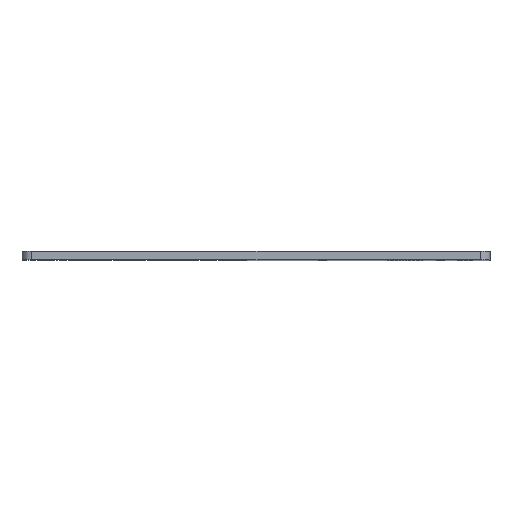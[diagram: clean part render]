
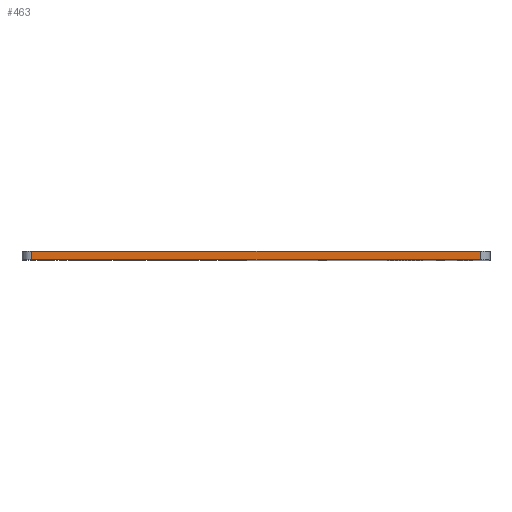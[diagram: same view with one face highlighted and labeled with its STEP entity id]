
A CAD part, top view. The second image highlights one B-rep face of the part: STEP entity #463.
In plain terms, the highlighted planar face has unit normal (0, 0, 1).
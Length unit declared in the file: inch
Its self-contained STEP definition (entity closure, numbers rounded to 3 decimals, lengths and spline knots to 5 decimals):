
#13 = CARTESIAN_POINT ( 'NONE',  ( 2.275, 0.045, 1.375 ) ) ;
#53 = EDGE_CURVE ( 'NONE', #1273, #64, #191, .T. ) ;
#58 = CARTESIAN_POINT ( 'NONE',  ( -2.375, 0.045, 1.375 ) ) ;
#64 = VERTEX_POINT ( 'NONE', #1136 ) ;
#119 = DIRECTION ( 'NONE',  ( -1., 0., 0. ) ) ;
#191 = LINE ( 'NONE', #486, #327 ) ;
#225 = CARTESIAN_POINT ( 'NONE',  ( -2.375, 0.045, 1.375 ) ) ;
#316 = DIRECTION ( 'NONE',  ( 0., 1., 0. ) ) ;
#324 = CARTESIAN_POINT ( 'NONE',  ( 2.275, -0.045, 1.375 ) ) ;
#326 = EDGE_CURVE ( 'NONE', #1273, #1009, #351, .T. ) ;
#327 = VECTOR ( 'NONE', #702, 39.37008 ) ;
#351 = LINE ( 'NONE', #58, #810 ) ;
#463 = ADVANCED_FACE ( 'NONE', ( #965 ), #520, .F. ) ;
#486 = CARTESIAN_POINT ( 'NONE',  ( -2.275, 0.045, 1.375 ) ) ;
#487 = AXIS2_PLACEMENT_3D ( 'NONE', #225, #958, #119 ) ;
#518 = EDGE_CURVE ( 'NONE', #1147, #1009, #749, .T. ) ;
#520 = PLANE ( 'NONE',  #487 ) ;
#549 = DIRECTION ( 'NONE',  ( 1., 0., 0. ) ) ;
#556 = ORIENTED_EDGE ( 'NONE', *, *, #1071, .T. ) ;
#669 = ORIENTED_EDGE ( 'NONE', *, *, #53, .T. ) ;
#688 = VECTOR ( 'NONE', #316, 39.37008 ) ;
#702 = DIRECTION ( 'NONE',  ( 0., -1., 0. ) ) ;
#707 = CARTESIAN_POINT ( 'NONE',  ( -2.275, 0.045, 1.375 ) ) ;
#730 = LINE ( 'NONE', #1174, #981 ) ;
#749 = LINE ( 'NONE', #13, #688 ) ;
#807 = ORIENTED_EDGE ( 'NONE', *, *, #326, .F. ) ;
#810 = VECTOR ( 'NONE', #549, 39.37008 ) ;
#937 = CARTESIAN_POINT ( 'NONE',  ( 2.275, 0.045, 1.375 ) ) ;
#958 = DIRECTION ( 'NONE',  ( 0., 0., -1. ) ) ;
#965 = FACE_OUTER_BOUND ( 'NONE', #1041, .T. ) ;
#981 = VECTOR ( 'NONE', #1035, 39.37008 ) ;
#998 = ORIENTED_EDGE ( 'NONE', *, *, #518, .T. ) ;
#1009 = VERTEX_POINT ( 'NONE', #937 ) ;
#1035 = DIRECTION ( 'NONE',  ( 1., 0., 0. ) ) ;
#1041 = EDGE_LOOP ( 'NONE', ( #556, #998, #807, #669 ) ) ;
#1071 = EDGE_CURVE ( 'NONE', #64, #1147, #730, .T. ) ;
#1136 = CARTESIAN_POINT ( 'NONE',  ( -2.275, -0.045, 1.375 ) ) ;
#1147 = VERTEX_POINT ( 'NONE', #324 ) ;
#1174 = CARTESIAN_POINT ( 'NONE',  ( -2.375, -0.045, 1.375 ) ) ;
#1273 = VERTEX_POINT ( 'NONE', #707 ) ;
